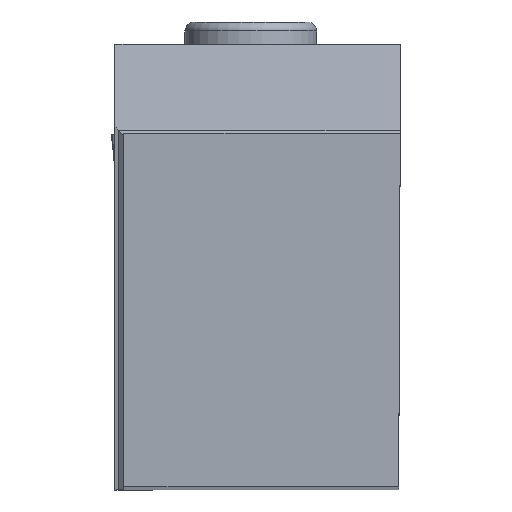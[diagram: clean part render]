
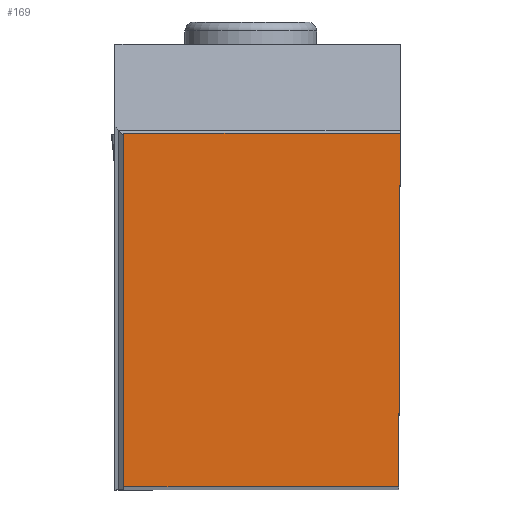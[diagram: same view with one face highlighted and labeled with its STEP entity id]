
A CAD part, top view. The second image highlights one B-rep face of the part: STEP entity #169.
In plain terms, the highlighted planar face has unit normal (0, 0, 1).
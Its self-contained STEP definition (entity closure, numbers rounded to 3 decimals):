
#169=ADVANCED_FACE('BLANK_BOXF006',(#278),#220,.F.);
#220=PLANE('',#1362);
#278=FACE_OUTER_BOUND('',#338,.T.);
#338=EDGE_LOOP('',(#873,#874,#875,#876));
#461=LINE('',#2120,#600);
#473=LINE('',#2145,#612);
#474=LINE('',#2147,#613);
#475=LINE('',#2149,#614);
#600=VECTOR('',#1600,1.);
#612=VECTOR('',#1620,1.);
#613=VECTOR('',#1623,1.);
#614=VECTOR('',#1624,1.);
#873=ORIENTED_EDGE('',*,*,#1205,.F.);
#874=ORIENTED_EDGE('',*,*,#1191,.F.);
#875=ORIENTED_EDGE('',*,*,#1204,.F.);
#876=ORIENTED_EDGE('',*,*,#1206,.F.);
#1047=VERTEX_POINT('',#2119);
#1048=VERTEX_POINT('',#2121);
#1056=VERTEX_POINT('',#2144);
#1057=VERTEX_POINT('',#2148);
#1191=EDGE_CURVE('',#1047,#1048,#461,.T.);
#1204=EDGE_CURVE('',#1056,#1047,#473,.T.);
#1205=EDGE_CURVE('',#1048,#1057,#474,.T.);
#1206=EDGE_CURVE('',#1057,#1056,#475,.T.);
#1362=AXIS2_PLACEMENT_3D('',#2150,#1625,#1626);
#1600=DIRECTION('',(-1.,0.,0.));
#1620=DIRECTION('',(-0.004,-1.,0.));
#1623=DIRECTION('',(0.,1.,0.));
#1624=DIRECTION('',(1.,0.,0.));
#1625=DIRECTION('',(0.,0.,-1.));
#1626=DIRECTION('',(0.,-1.,0.));
#2119=CARTESIAN_POINT('',(-0.139,0.,0.));
#2120=CARTESIAN_POINT('',(170.35,0.,0.));
#2121=CARTESIAN_POINT('',(-24.875,0.,0.));
#2144=CARTESIAN_POINT('',(0.,31.85,0.));
#2145=CARTESIAN_POINT('',(0.604,170.348,0.));
#2147=CARTESIAN_POINT('',(-24.875,-170.35,0.));
#2148=CARTESIAN_POINT('',(-24.875,31.85,0.));
#2149=CARTESIAN_POINT('',(-170.35,31.85,0.));
#2150=CARTESIAN_POINT('',(-25.675,-5.,0.));
